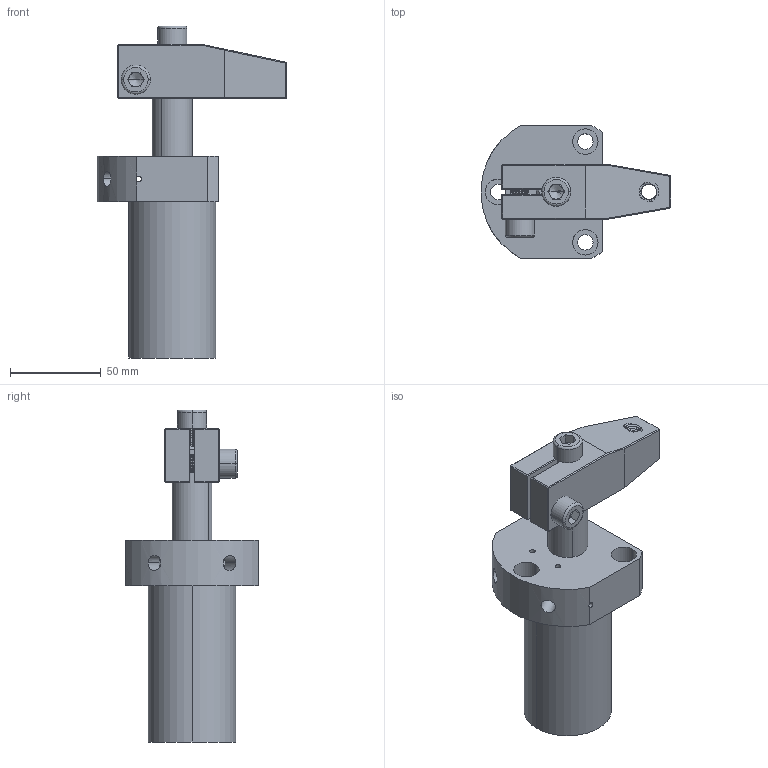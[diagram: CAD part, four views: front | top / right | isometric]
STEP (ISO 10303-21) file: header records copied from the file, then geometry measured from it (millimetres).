
FILE_DESCRIPTION (( 'STEP AP203' ), '1' );
FILE_NAME ('050-121.STEP', '2019-10-15T11:55:51', ( '微软用户' ), ( '微软中国' ), 'SwSTEP 2.0', 'SolidWorks 2012', '' );
FILE_SCHEMA (( 'CONFIG_CONTROL_DESIGN' ));
Length unit declared in the file: millimetre
Products named in the file (5): 050-121; hexagon socket head cap screws gb(GB_FASTENER_SCREWS_HSHCS M10X30-S); 050-D121揤旋-1; 050-D121活塞杆-1; 050-D121掛极-1
Assembly tree (5 placements, depth 2):
  050-121
    050-D121掛极-1
    050-D121活塞杆-1
    050-D121揤旋-1
    hexagon socket head cap screws gb(GB_FASTENER_SCREWS_HSHCS M10X30-S)  x2
Bounding box: 104.26 x 73 x 182.5 mm (x, y, z)
Volume: 307457.7 mm3; surface area: 75298.5 mm2
Topology: 5 solids, 5 shells, 646 faces, 1464 edges, 836 vertices
Faces by surface type: cone 266, cylinder 251, plane 98, bspline 27, torus 4
Entity records: 20269 total; most frequent: CARTESIAN_POINT 9988, ORIENTED_EDGE 2064, DIRECTION 2058, EDGE_CURVE 1032, AXIS2_PLACEMENT_3D 799, VERTEX_POINT 617, EDGE_LOOP 475, LINE 460
